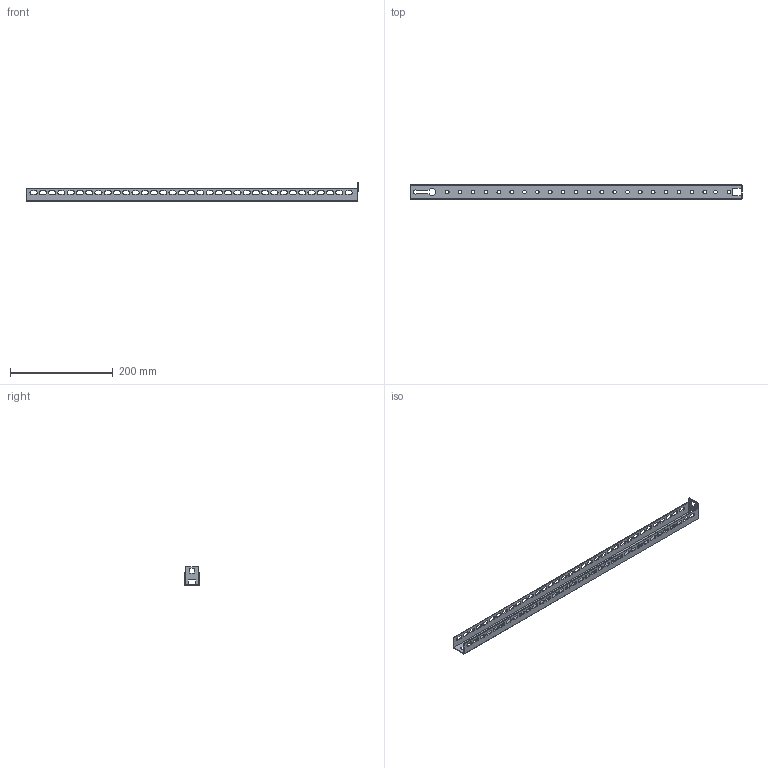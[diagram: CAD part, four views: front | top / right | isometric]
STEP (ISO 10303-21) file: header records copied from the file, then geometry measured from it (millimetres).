
FILE_DESCRIPTION (( 'STEP AP203' ), '1' );
FILE_NAME ('QB09C352.step', '2011-02-18T06:53:05', ( 'User' ), ( 'DKC' ), 'SwSTEP 2.0', 'SolidWorks 2010', '' );
FILE_SCHEMA (( 'CONFIG_CONTROL_DESIGN' ));
Length unit declared in the file: millimetre
Products named in the file (1): QB09C352
Bounding box: 645 x 30 x 36.5 mm (x, y, z)
Volume: 63408.6 mm3; surface area: 91691.4 mm2
Topology: 1 solids, 1 shells, 383 faces, 1117 edges, 734 vertices
Faces by surface type: cylinder 205, plane 174, bspline 4
Entity records: 13386 total; most frequent: CARTESIAN_POINT 2447, DIRECTION 2263, ORIENTED_EDGE 2234, EDGE_CURVE 1117, AXIS2_PLACEMENT_3D 782, VERTEX_POINT 734, VECTOR 699, LINE 699
